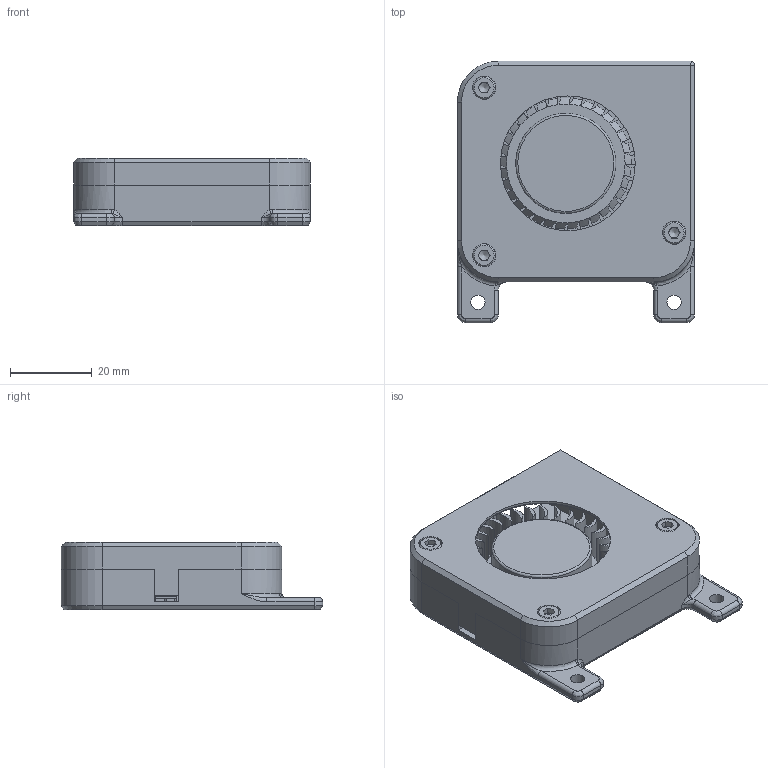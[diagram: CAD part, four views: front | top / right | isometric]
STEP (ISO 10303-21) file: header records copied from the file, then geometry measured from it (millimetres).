
FILE_DESCRIPTION(/* description */ (''),/* implementation_level */ '2;1');
FILE_NAME(/* name */ 'chamber_blower.stp',/* time_stamp */ '2021-11-20T22:30:54+01:00',/* author */ (''),/* organization */ (''),/* preprocessor_version */ 'ST-DEVELOPER v16.7',/* originating_system */ 'SIEMENS PLM Software NX 12.0',/* authorisation */ '');
FILE_SCHEMA (('AUTOMOTIVE_DESIGN { 1 0 10303 214 3 1 1 1 }'));
Length unit declared in the file: millimetre
Products named in the file (1): Kuba5640D0CFw2h2
Bounding box: 58 x 64 x 16.6 mm (x, y, z)
Volume: 27063 mm3; surface area: 30495.1 mm2
Topology: 7 solids, 7 shells, 517 faces, 1327 edges, 833 vertices
Faces by surface type: plane 220, cylinder 188, cone 58, bspline 38, torus 13
Full cylindrical faces by diameter (mm): 2.85 x3, 3 x3, 3.4 x3, 3.5 x2, 5 x1, 5.5 x3, 5.7 x3, 22.8 x1, 24.5 x1, 33 x1
Entity records: 17379 total; most frequent: CARTESIAN_POINT 4793, DIRECTION 2710, ORIENTED_EDGE 2588, EDGE_CURVE 1294, AXIS2_PLACEMENT_3D 1077, VERTEX_POINT 824, CIRCLE 597, EDGE_LOOP 568
